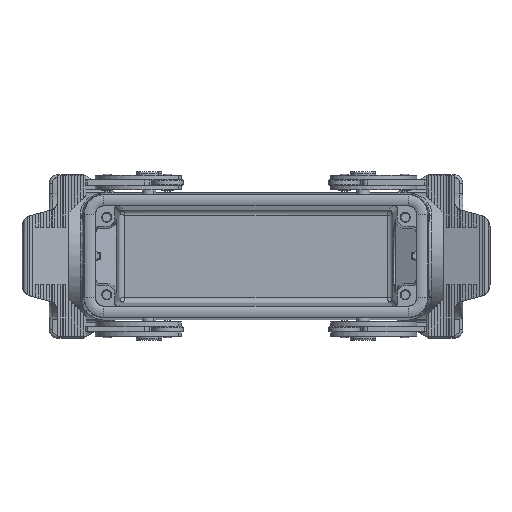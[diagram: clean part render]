
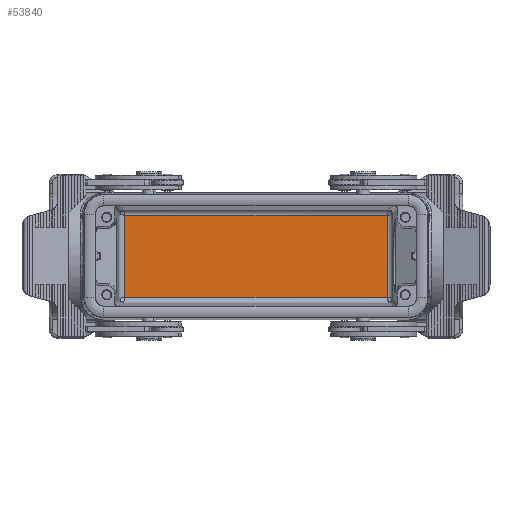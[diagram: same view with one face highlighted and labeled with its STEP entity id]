
A CAD part, top view. The second image highlights one B-rep face of the part: STEP entity #53840.
In plain terms, the highlighted planar face has unit normal (0, 0, 1).
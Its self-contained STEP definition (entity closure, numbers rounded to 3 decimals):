
#7240=CARTESIAN_POINT('',(14.535,25.922,
3.));
#7250=VERTEX_POINT('',#7240);
#14970=CARTESIAN_POINT('',(97.269,40.205,3.));
#14980=DIRECTION('',(0.,0.,1.));
#14990=DIRECTION('',(-1.,0.,0.));
#15000=AXIS2_PLACEMENT_3D('',#14970,#14980,#14990);
#15010=PLANE('',#15000);
#35940=CARTESIAN_POINT('',(106.102,25.922,
3.));
#35950=VERTEX_POINT('',#35940);
#35980=CARTESIAN_POINT('',(106.102,40.205,3.));
#35990=DIRECTION('',(0.,1.,0.));
#36000=VECTOR('',#35990,1.);
#36010=LINE('',#35980,#36000);
#36020=CARTESIAN_POINT('',(106.102,54.488,
3.));
#36030=VERTEX_POINT('',#36020);
#36040=EDGE_CURVE('',#35950,#36030,#36010,.T.);
#53610=CARTESIAN_POINT('',(60.319,25.922,3.))
;
#53620=DIRECTION('',(-1.,0.,0.));
#53630=VECTOR('',#53620,1.);
#53640=LINE('',#53610,#53630);
#53650=EDGE_CURVE('',#35950,#7250,#53640,.T.);
#53660=ORIENTED_EDGE('',*,*,#53650,.F.);
#53670=CARTESIAN_POINT('',(14.535,40.205,3.));
#53680=DIRECTION('',(0.,1.,0.));
#53690=VECTOR('',#53680,1.);
#53700=LINE('',#53670,#53690);
#53710=CARTESIAN_POINT('',(14.535,54.488,
3.));
#53720=VERTEX_POINT('',#53710);
#53730=EDGE_CURVE('',#7250,#53720,#53700,.T.);
#53740=ORIENTED_EDGE('',*,*,#53730,.F.);
#53750=CARTESIAN_POINT('',(60.319,54.488,3.))
;
#53760=DIRECTION('',(-1.,0.,0.));
#53770=VECTOR('',#53760,1.);
#53780=LINE('',#53750,#53770);
#53790=EDGE_CURVE('',#36030,#53720,#53780,.T.);
#53800=ORIENTED_EDGE('',*,*,#53790,.T.);
#53810=ORIENTED_EDGE('',*,*,#36040,.T.);
#53820=EDGE_LOOP('',(#53810,#53800,#53740,#53660));
#53830=FACE_OUTER_BOUND('',#53820,.T.);
#53840=ADVANCED_FACE('',(#53830),#15010,.T.);
